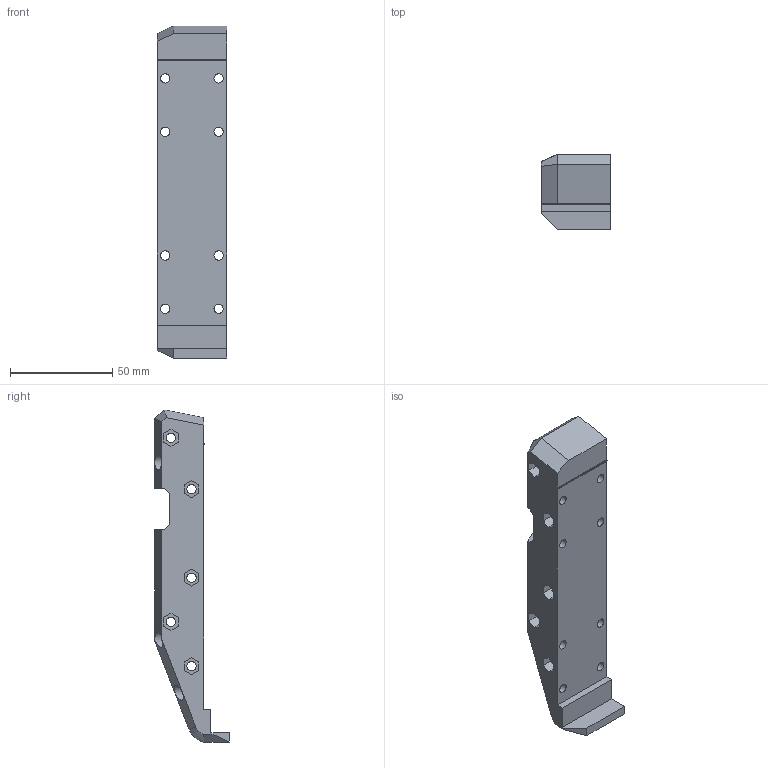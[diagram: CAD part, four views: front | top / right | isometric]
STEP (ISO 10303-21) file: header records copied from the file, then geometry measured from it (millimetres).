
FILE_DESCRIPTION(/* description */ (''),/* implementation_level */ '2;1');
FILE_NAME(/* name */ 'Y Axis linear rail mount LEFT.step',/* time_stamp */ '2024-11-17T19:01:43+01:00',/* author */ (''),/* organization */ (''),/* preprocessor_version */ 'ST-DEVELOPER v20',/* originating_system */ 'Autodesk Translation Framework v13.20.0.188',/* authorisation */ '');
FILE_SCHEMA (('AUTOMOTIVE_DESIGN { 1 0 10303 214 3 1 1 }'));
Length unit declared in the file: millimetre
Products named in the file (1): Component178(Mirror)
Bounding box: 34.05 x 36.5 x 161.98 mm (x, y, z)
Volume: 101485.3 mm3; surface area: 24475 mm2
Topology: 1 solids, 1 shells, 95 faces, 240 edges, 158 vertices
Faces by surface type: plane 71, cylinder 22, bspline 1, cone 1
Full cylindrical faces by diameter (mm): 4.5 x13, 7.5 x8
Entity records: 2930 total; most frequent: CARTESIAN_POINT 506, ORIENTED_EDGE 480, DIRECTION 477, EDGE_CURVE 240, LINE 189, VECTOR 189, VERTEX_POINT 158, AXIS2_PLACEMENT_3D 144
